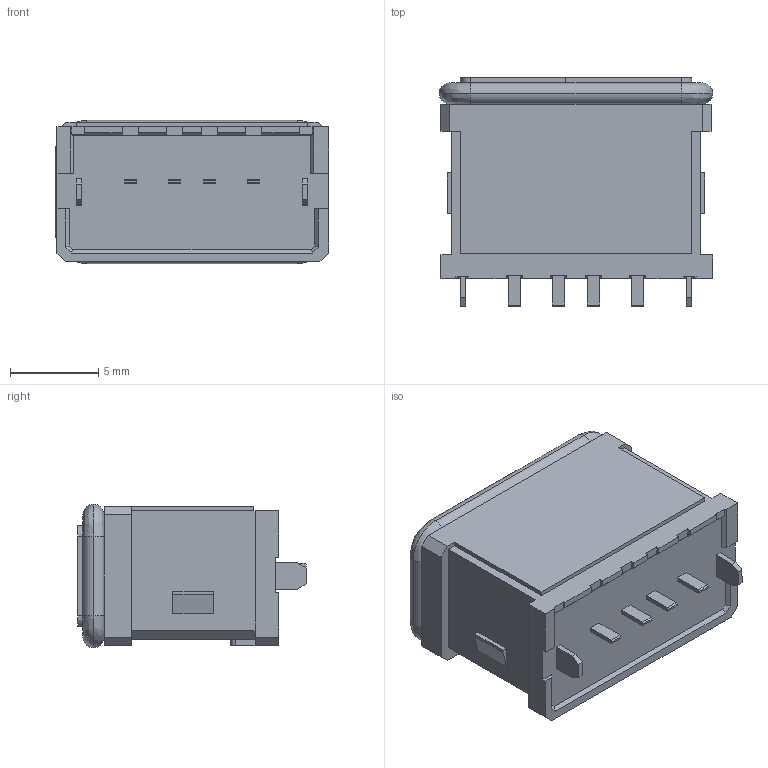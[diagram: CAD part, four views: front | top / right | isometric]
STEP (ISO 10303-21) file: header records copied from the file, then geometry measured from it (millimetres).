
FILE_DESCRIPTION (( 'STEP AP203' ), '1' );
FILE_NAME ('USB-1125ipx7-00.STEP', '2021-10-26T06:47:53', ( '' ), ( '' ), 'SwSTEP 2.0', 'SolidWorks 2014', '' );
FILE_SCHEMA (( 'CONFIG_CONTROL_DESIGN' ));
Length unit declared in the file: millimetre
Products named in the file (1): USB-1125ipx7-00
Bounding box: 15.5 x 12.96 x 8.12 mm (x, y, z)
Volume: 742.5 mm3; surface area: 2241.3 mm2
Topology: 2 solids, 2 shells, 908 faces, 2505 edges, 1596 vertices
Faces by surface type: plane 478, cylinder 294, bspline 80, torus 32, cone 24
Entity records: 32086 total; most frequent: CARTESIAN_POINT 10064, ORIENTED_EDGE 5010, DIRECTION 3985, EDGE_CURVE 2505, VERTEX_POINT 1596, VECTOR 1591, LINE 1591, AXIS2_PLACEMENT_3D 1197
